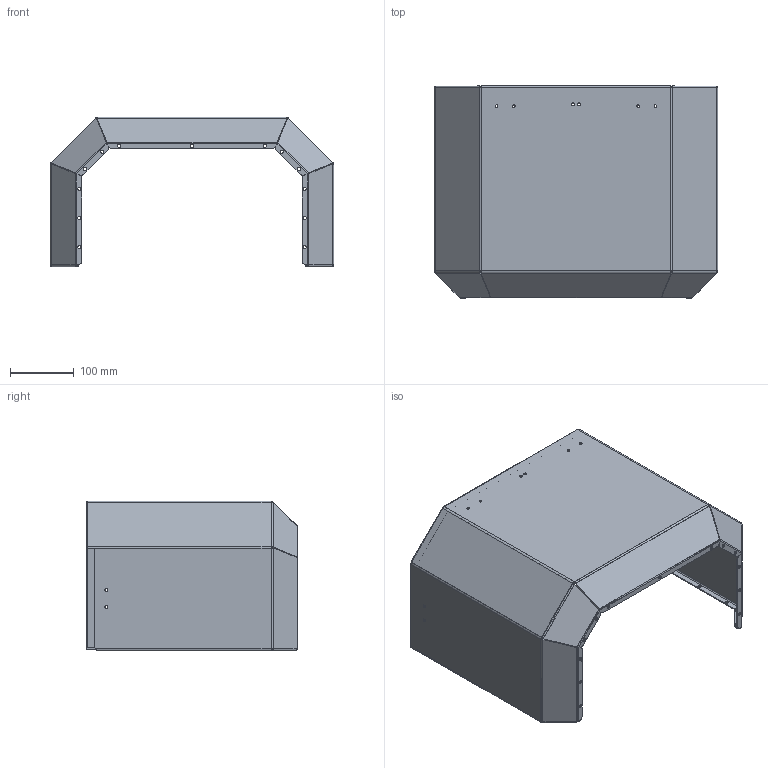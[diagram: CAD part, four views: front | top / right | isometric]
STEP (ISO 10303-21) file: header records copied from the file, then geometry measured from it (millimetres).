
FILE_DESCRIPTION (( 'STEP AP203' ), '1' );
FILE_NAME ('PRO-MB.STEP', '2023-08-24T23:17:20', ( '' ), ( '' ), 'SwSTEP 2.0', 'SolidWorks 2015', '' );
FILE_SCHEMA (( 'CONFIG_CONTROL_DESIGN' ));
Length unit declared in the file: inch
Products named in the file (1): PRO-MB
Bounding box: 444.5 x 332.21 x 234.95 mm (x, y, z)
Volume: 494232.3 mm3; surface area: 613812.5 mm2
Topology: 1 solids, 1 shells, 322 faces, 777 edges, 457 vertices
Faces by surface type: plane 169, cylinder 145, bspline 8
Entity records: 9633 total; most frequent: CARTESIAN_POINT 1805, DIRECTION 1668, ORIENTED_EDGE 1554, EDGE_CURVE 777, AXIS2_PLACEMENT_3D 592, VECTOR 484, LINE 484, VERTEX_POINT 457
